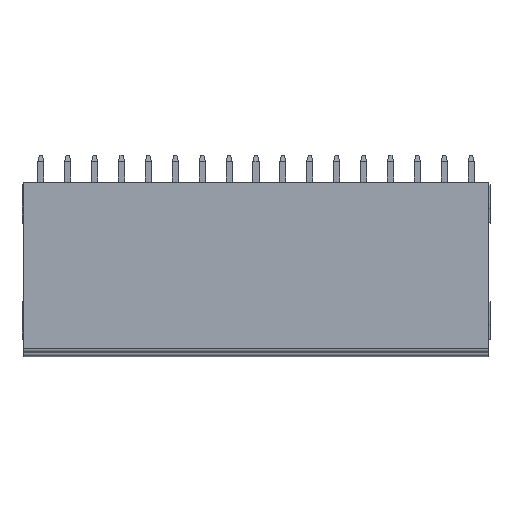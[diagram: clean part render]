
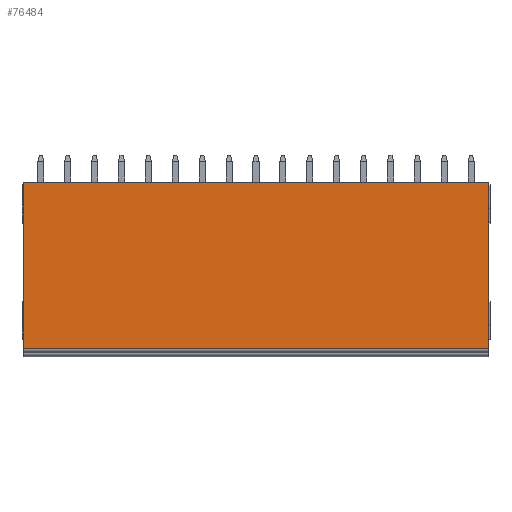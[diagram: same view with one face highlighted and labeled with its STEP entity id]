
A CAD part, top view. The second image highlights one B-rep face of the part: STEP entity #76484.
In plain terms, the highlighted planar face has unit normal (0, 0, 1).
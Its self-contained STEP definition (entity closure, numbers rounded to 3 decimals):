
#27337=DIRECTION('',(-1.,0.,0.));
#27338=VECTOR('',#27337,60.6);
#27339=CARTESIAN_POINT('',(-0.15,-10.3,9.2));
#27340=LINE('',#27339,#27338);
#27346=DIRECTION('',(0.,-1.,0.));
#27347=VECTOR('',#27346,21.7);
#27348=CARTESIAN_POINT('',(-60.75,11.4,9.2));
#27349=LINE('',#27348,#27347);
#27350=DIRECTION('',(-1.,0.,0.));
#27351=VECTOR('',#27350,60.6);
#27352=CARTESIAN_POINT('',(-0.15,11.4,9.2));
#27353=LINE('',#27352,#27351);
#27354=DIRECTION('',(0.,-1.,0.));
#27355=VECTOR('',#27354,21.7);
#27356=CARTESIAN_POINT('',(-0.15,11.4,9.2));
#27357=LINE('',#27356,#27355);
#33930=CARTESIAN_POINT('',(-0.15,11.4,9.2));
#33931=VERTEX_POINT('',#33930);
#33932=CARTESIAN_POINT('',(-0.15,-10.3,9.2));
#33933=VERTEX_POINT('',#33932);
#38176=CARTESIAN_POINT('',(-60.75,11.4,9.2));
#38177=VERTEX_POINT('',#38176);
#38178=CARTESIAN_POINT('',(-60.75,-10.3,9.2));
#38179=VERTEX_POINT('',#38178);
#76472=CARTESIAN_POINT('',(0.,11.4,9.2));
#76473=DIRECTION('',(0.,0.,1.));
#76474=DIRECTION('',(0.,-1.,0.));
#76475=AXIS2_PLACEMENT_3D('',#76472,#76473,#76474);
#76476=PLANE('',#76475);
#76477=ORIENTED_EDGE('',*,*,#57205,.F.);
#76479=ORIENTED_EDGE('',*,*,#76478,.F.);
#76480=ORIENTED_EDGE('',*,*,#76261,.T.);
#76481=ORIENTED_EDGE('',*,*,#76465,.T.);
#76482=EDGE_LOOP('',(#76477,#76479,#76480,#76481));
#76483=FACE_OUTER_BOUND('',#76482,.F.);
#76484=ADVANCED_FACE('',(#76483),#76476,.T.);
#57205=EDGE_CURVE('',#38177,#38179,#27349,.T.);
#76261=EDGE_CURVE('',#33931,#33933,#27357,.T.);
#76465=EDGE_CURVE('',#33933,#38179,#27340,.T.);
#76478=EDGE_CURVE('',#33931,#38177,#27353,.T.);
